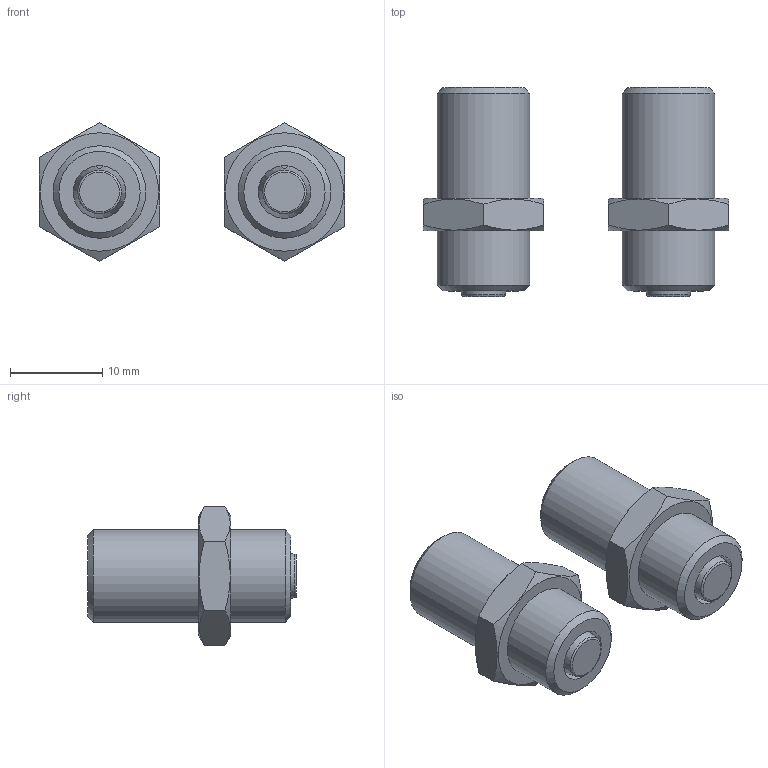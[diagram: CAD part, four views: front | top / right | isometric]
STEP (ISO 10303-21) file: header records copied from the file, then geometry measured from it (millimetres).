
FILE_DESCRIPTION(/* description */ ('STEP AP214'),/* implementation_level */ '2;1');
FILE_NAME(/* name */ '550658_DSM-16_25-P-B',/* time_stamp */ '2024-08-21T17:57:39+02:00',/* author */ ('License CC BY-ND 4.0'),/* organization */ ('CADENAS'),/* preprocessor_version */ 'ST-DEVELOPER v19.3',/* originating_system */ 'PARTsolutions',/* authorisation */ ' ');
FILE_SCHEMA (('AUTOMOTIVE_DESIGN {1 0 10303 214 3 1 1}'));
Length unit declared in the file: millimetre
Products named in the file (4): 550658 DSM-16/25-P-B; 710516 DSM-16/25-P-B; 396998 YSRW M10X1-3.5-13; 382090 SLT-10
Assembly tree (6 placements, depth 2):
  550658 DSM-16/25-P-B
    710516 DSM-16/25-P-B  x2
    396998 YSRW M10X1-3.5-13  x2
    382090 SLT-10  x2
Bounding box: 33 x 22.6 x 15.01 mm (x, y, z)
Volume: 3916.2 mm3; surface area: 3027.2 mm2
Topology: 6 solids, 6 shells, 76 faces, 168 edges, 108 vertices
Faces by surface type: plane 40, cone 18, cylinder 14, torus 4
Full cylindrical faces by diameter (mm): 5.7 x2, 8.917 x2, 10 x2
Entity records: 1115 total; most frequent: CARTESIAN_POINT 252, DIRECTION 156, ORIENTED_EDGE 130, EDGE_CURVE 65, AXIS2_PLACEMENT_3D 64, FACE_BOUND 57, EDGE_LOOP 56, VERTEX_POINT 50
